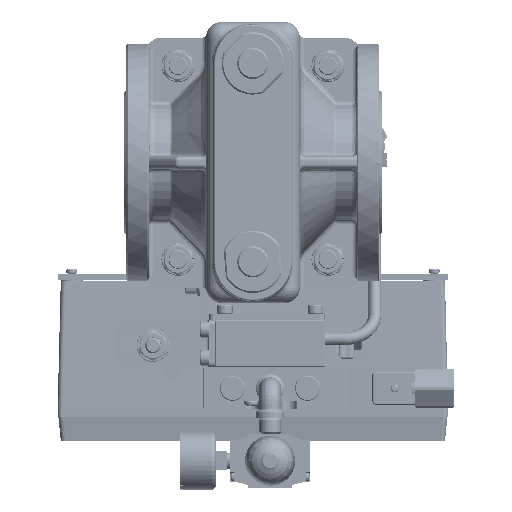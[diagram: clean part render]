
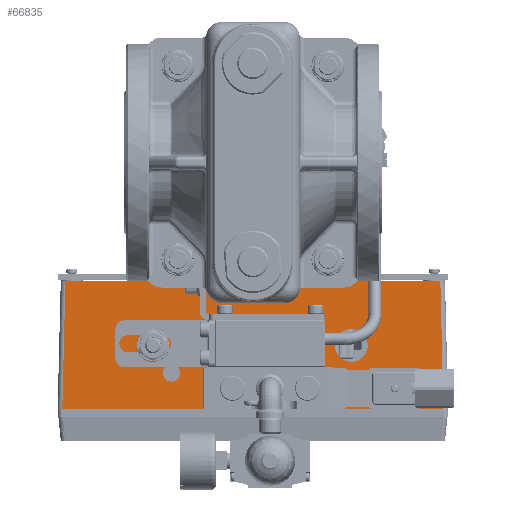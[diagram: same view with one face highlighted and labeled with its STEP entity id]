
A CAD part, front view. The second image highlights one B-rep face of the part: STEP entity #66835.
In plain terms, the highlighted face is planar.
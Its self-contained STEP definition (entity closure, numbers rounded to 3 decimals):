
#57865=CARTESIAN_POINT('',(-74.566,-52.001,64.192));
#57866=VERTEX_POINT('',#57865);
#57867=CARTESIAN_POINT('',(-74.432,-52.001,58.694));
#57868=DIRECTION('',(1.,0.,0.024));
#57869=DIRECTION('',(-0.024,0.,1.));
#57870=AXIS2_PLACEMENT_3D('',#57867,#57868,#57869);
#57871=CIRCLE('',#57870,5.5);
#57872=EDGE_CURVE('',#57866,#57866,#57871,.T.);
#57914=CARTESIAN_POINT('',(-73.746,63.,30.6));
#57915=VERTEX_POINT('',#57914);
#57916=CARTESIAN_POINT('',(-74.002,63.,41.1));
#57917=DIRECTION('',(1.,0.,0.024));
#57918=DIRECTION('',(-0.024,0.0,1.));
#57919=AXIS2_PLACEMENT_3D('',#57916,#57917,#57918);
#57920=ELLIPSE('',#57919,10.503,10.5);
#57921=EDGE_CURVE('',#57915,#57915,#57920,.T.);
#57963=CARTESIAN_POINT('',(-73.868,-64.0,35.6));
#57964=VERTEX_POINT('',#57963);
#57965=CARTESIAN_POINT('',(-74.002,-64.0,41.1));
#57966=DIRECTION('',(1.,0.,0.024));
#57967=DIRECTION('',(-0.024,0.0,1.));
#57968=AXIS2_PLACEMENT_3D('',#57965,#57966,#57967);
#57969=ELLIPSE('',#57968,5.502,5.5);
#57970=EDGE_CURVE('',#57964,#57964,#57969,.T.);
#60265=CARTESIAN_POINT('',(-73.0,116.,0.0));
#60266=VERTEX_POINT('',#60265);
#60342=CARTESIAN_POINT('',(-73.0,-116.,0.0));
#60343=VERTEX_POINT('',#60342);
#60533=CARTESIAN_POINT('',(-73.,120.001,0.0));
#60534=VERTEX_POINT('',#60533);
#60535=CARTESIAN_POINT('',(-73.,116.0,0.0));
#60536=DIRECTION('',(0.0,1.0,0.0));
#60537=VECTOR('',#60536,4.001);
#60538=LINE('',#60535,#60537);
#60539=EDGE_CURVE('',#60266,#60534,#60538,.T.);
#60573=CARTESIAN_POINT('',(-73.,-120.001,0.0));
#60574=VERTEX_POINT('',#60573);
#60582=CARTESIAN_POINT('',(-73.,-120.001,0.0));
#60583=DIRECTION('',(0.0,1.0,0.0));
#60584=VECTOR('',#60583,4.001);
#60585=LINE('',#60582,#60584);
#60586=EDGE_CURVE('',#60574,#60343,#60585,.T.);
#60597=CARTESIAN_POINT('',(-73.,-116.,0.0));
#60598=DIRECTION('',(0.0,1.0,0.0));
#60599=VECTOR('',#60598,232.0);
#60600=LINE('',#60597,#60599);
#60601=EDGE_CURVE('',#60343,#60266,#60600,.T.);
#66774=CARTESIAN_POINT('',(-75.,122.001,82.));
#66775=VERTEX_POINT('',#66774);
#66792=CARTESIAN_POINT('',(-73.,120.001,0.));
#66793=DIRECTION('',(-0.024,0.024,0.999));
#66794=VECTOR('',#66793,82.049);
#66795=LINE('',#66792,#66794);
#66796=EDGE_CURVE('',#60534,#66775,#66795,.T.);
#66801=CARTESIAN_POINT('',(-73.,-123.0,0.0));
#66802=DIRECTION('',(1.,0.,0.024));
#66803=DIRECTION('',(0.024,0.0,-1.));
#66804=AXIS2_PLACEMENT_3D('',#66801,#66802,#66803);
#66805=PLANE('',#66804);
#66806=ORIENTED_EDGE('',*,*,#66796,.F.);
#66807=ORIENTED_EDGE('',*,*,#60539,.F.);
#66808=ORIENTED_EDGE('',*,*,#60601,.F.);
#66809=ORIENTED_EDGE('',*,*,#60586,.F.);
#66810=CARTESIAN_POINT('',(-75.,-122.001,82.));
#66811=VERTEX_POINT('',#66810);
#66812=CARTESIAN_POINT('',(-75.,-122.001,82.));
#66813=DIRECTION('',(0.024,0.024,-0.999));
#66814=VECTOR('',#66813,82.049);
#66815=LINE('',#66812,#66814);
#66816=EDGE_CURVE('',#66811,#60574,#66815,.T.);
#66817=ORIENTED_EDGE('',*,*,#66816,.F.);
#66818=CARTESIAN_POINT('',(-75.,-122.001,82.));
#66819=DIRECTION('',(0.0,1.0,0.0));
#66820=VECTOR('',#66819,244.002);
#66821=LINE('',#66818,#66820);
#66822=EDGE_CURVE('',#66811,#66775,#66821,.T.);
#66823=ORIENTED_EDGE('',*,*,#66822,.T.);
#66824=EDGE_LOOP('',(#66806,#66807,#66808,#66809,#66817,#66823));
#66825=FACE_OUTER_BOUND('',#66824,.T.);
#66826=ORIENTED_EDGE('',*,*,#57872,.T.);
#66827=EDGE_LOOP('',(#66826));
#66828=FACE_BOUND('',#66827,.T.);
#66829=ORIENTED_EDGE('',*,*,#57921,.T.);
#66830=EDGE_LOOP('',(#66829));
#66831=FACE_BOUND('',#66830,.T.);
#66832=ORIENTED_EDGE('',*,*,#57970,.T.);
#66833=EDGE_LOOP('',(#66832));
#66834=FACE_BOUND('',#66833,.T.);
#66835=ADVANCED_FACE('',(#66825,#66828,#66831,#66834),#66805,.F.);
